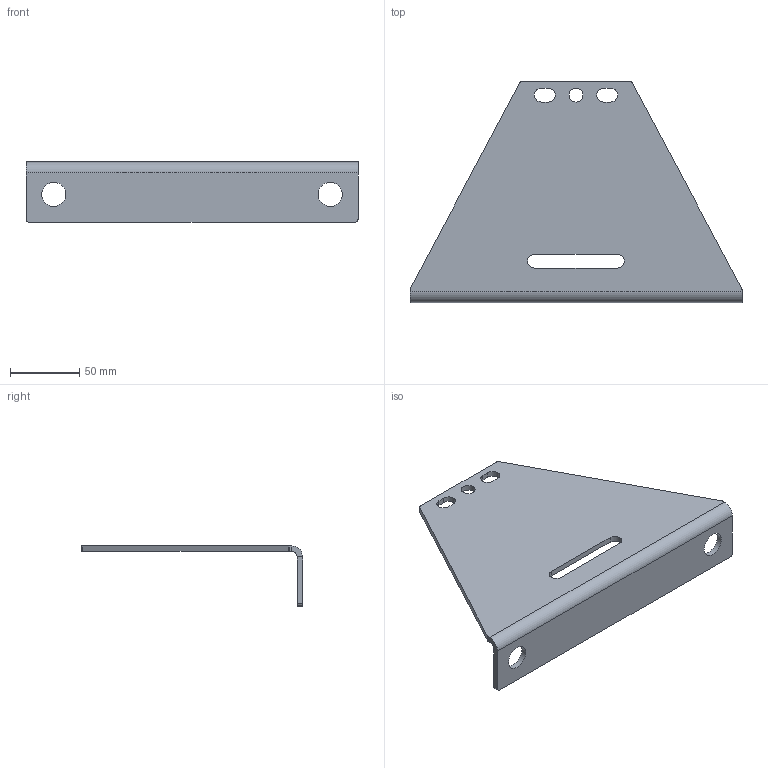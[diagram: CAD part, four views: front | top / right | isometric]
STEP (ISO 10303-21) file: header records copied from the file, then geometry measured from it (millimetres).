
FILE_DESCRIPTION(/* description */ (''),/* implementation_level */ '2;1');
FILE_NAME(/* name */ '10337_KriTec_Stellfuss_8_240x160x4_VA.stp',/* time_stamp */ '2014-05-05T16:31:18+02:00',/* author */ ('kostic'),/* organization */ (''),/* preprocessor_version */ 'ST-DEVELOPER v15.2',/* originating_system */ 'Autodesk Inventor 2014',/* authorisation */ '');
FILE_SCHEMA (('AUTOMOTIVE_DESIGN { 1 0 10303 214 3 1 1 }'));
Length unit declared in the file: millimetre
Products named in the file (1): 10337_KriTec_Stellfuss_8_240x160x4_VA
Bounding box: 240 x 160 x 43.5 mm (x, y, z)
Volume: 135019.9 mm3; surface area: 72023.3 mm2
Topology: 1 solids, 1 shells, 37 faces, 98 edges, 63 vertices
Faces by surface type: plane 20, cylinder 17
Full cylindrical faces by diameter (mm): 10.1 x1, 17.5 x2
Entity records: 1171 total; most frequent: DIRECTION 204, CARTESIAN_POINT 194, ORIENTED_EDGE 188, EDGE_CURVE 94, AXIS2_PLACEMENT_3D 72, VERTEX_POINT 62, LINE 60, VECTOR 60
